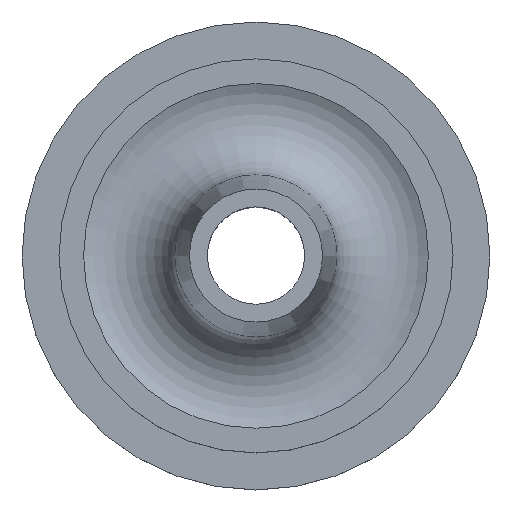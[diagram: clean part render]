
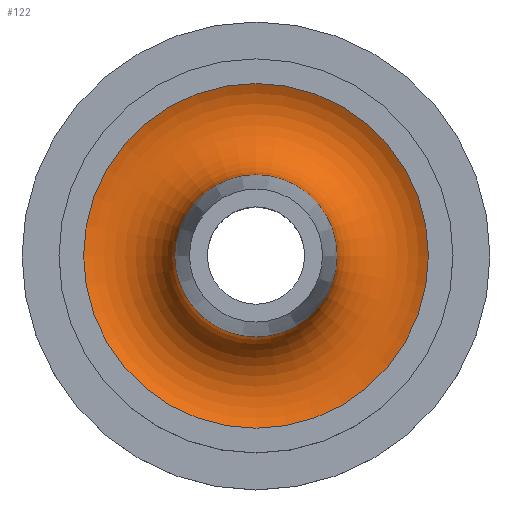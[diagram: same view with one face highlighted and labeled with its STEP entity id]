
A CAD part, top view. The second image highlights one B-rep face of the part: STEP entity #122.
In plain terms, the highlighted toroidal (fillet/blend) face has major radius 14.661 mm and minor radius 6.35 mm.
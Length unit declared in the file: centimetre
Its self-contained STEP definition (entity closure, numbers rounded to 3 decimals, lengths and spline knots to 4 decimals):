
#39=TOROIDAL_SURFACE('',#133,1.4661,0.635);
#42=VERTEX_POINT('',#186);
#43=VERTEX_POINT('',#188);
#51=CIRCLE('',#134,0.8346);
#52=CIRCLE('',#135,1.778);
#60=EDGE_CURVE('',#42,#42,#51,.T.);
#61=EDGE_CURVE('',#43,#43,#52,.T.);
#69=ORIENTED_EDGE('',*,*,#60,.T.);
#70=ORIENTED_EDGE('',*,*,#61,.T.);
#87=EDGE_LOOP('',(#69));
#88=EDGE_LOOP('',(#70));
#105=FACE_BOUND('',#87,.T.);
#106=FACE_BOUND('',#88,.T.);
#122=ADVANCED_FACE('',(#105,#106),#39,.F.);
#133=AXIS2_PLACEMENT_3D('',#184,#154,$);
#134=AXIS2_PLACEMENT_3D('',#185,#155,#156);
#135=AXIS2_PLACEMENT_3D('',#187,#157,#158);
#154=DIRECTION('',(0.,0.,-1.));
#155=DIRECTION('',(0.,0.,-1.));
#156=DIRECTION('',(-0.835,0.,0.));
#157=DIRECTION('',(0.,0.,1.));
#158=DIRECTION('',(1.778,0.,0.));
#184=CARTESIAN_POINT('',(0.,0.,1.5056));
#185=CARTESIAN_POINT('',(0.,0.,1.4393));
#186=CARTESIAN_POINT('',(0.8346,0.,1.4393));
#187=CARTESIAN_POINT('',(0.,0.,0.9525));
#188=CARTESIAN_POINT('',(1.778,0.,0.9525));
